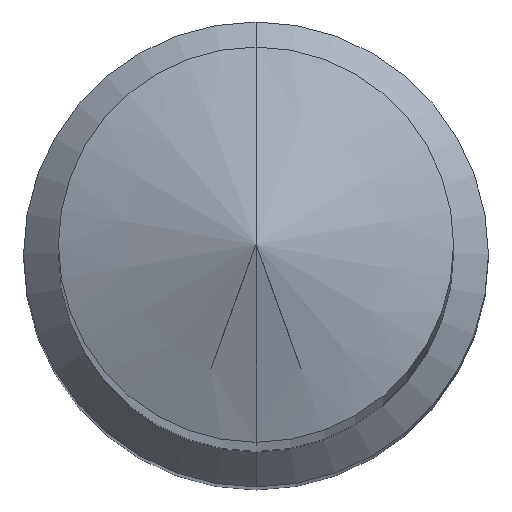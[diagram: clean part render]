
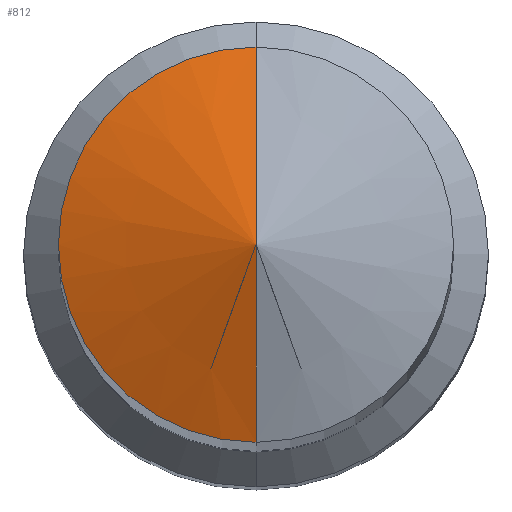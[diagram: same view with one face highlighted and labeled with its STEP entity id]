
A CAD part, top view. The second image highlights one B-rep face of the part: STEP entity #812.
In plain terms, the highlighted conical face has half-angle 70 degrees and reference radius 2.167 mm.
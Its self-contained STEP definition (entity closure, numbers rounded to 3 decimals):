
#729=DIRECTION('',(0.,0.94,-0.342));
#730=VECTOR('',#729,4.523);
#731=CARTESIAN_POINT('',(0.,0.,162.));
#732=LINE('',#731,#730);
#736=DIRECTION('',(0.,-0.94,-0.342));
#737=VECTOR('',#736,4.523);
#738=CARTESIAN_POINT('',(0.,0.,162.));
#739=LINE('',#738,#737);
#765=CARTESIAN_POINT('',(0.,0.,160.453));
#766=DIRECTION('',(0.,0.,1.));
#767=DIRECTION('',(0.,1.,0.));
#768=AXIS2_PLACEMENT_3D('',#765,#766,#767);
#789=CARTESIAN_POINT('',(0.,0.,162.));
#790=CARTESIAN_POINT('',(0.,4.25,160.453));
#791=VERTEX_POINT('',#789);
#792=VERTEX_POINT('',#790);
#795=CARTESIAN_POINT('',(0.,-4.25,160.453));
#796=VERTEX_POINT('',#795);
#799=CARTESIAN_POINT('',(0.,0.,161.211));
#800=DIRECTION('',(0.,0.,-1.));
#801=DIRECTION('',(0.,1.,0.));
#802=AXIS2_PLACEMENT_3D('',#799,#800,#801);
#803=CONICAL_SURFACE('',#802,2.168,70.);
#805=ORIENTED_EDGE('',*,*,#804,.F.);
#807=ORIENTED_EDGE('',*,*,#806,.T.);
#809=ORIENTED_EDGE('',*,*,#808,.F.);
#810=EDGE_LOOP('',(#805,#807,#809));
#811=FACE_OUTER_BOUND('',#810,.F.);
#769=CIRCLE('',#768,4.25);
#804=EDGE_CURVE('',#791,#792,#732,.T.);
#806=EDGE_CURVE('',#791,#796,#739,.T.);
#808=EDGE_CURVE('',#792,#796,#769,.T.);
#812=ADVANCED_FACE('',(#811),#803,.T.);
